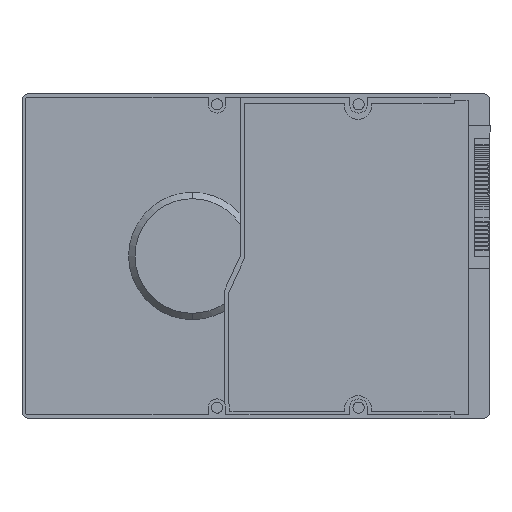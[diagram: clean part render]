
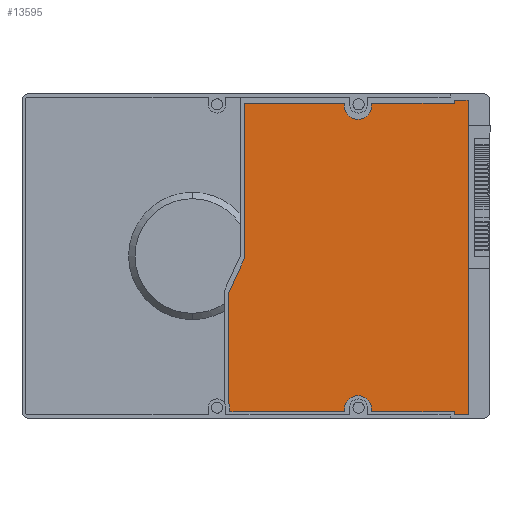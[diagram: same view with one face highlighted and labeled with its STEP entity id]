
A CAD part, front view. The second image highlights one B-rep face of the part: STEP entity #13595.
In plain terms, the highlighted face is planar.
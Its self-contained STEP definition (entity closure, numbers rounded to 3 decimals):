
#12984 = VERTEX_POINT('',#12985);
#12985 = CARTESIAN_POINT('',(-62.468,-49.425,1.5));
#12991 = EDGE_CURVE('',#12992,#12984,#12994,.T.);
#12992 = VERTEX_POINT('',#12993);
#12993 = CARTESIAN_POINT('',(-66.795,-49.425,1.5));
#12994 = LINE('',#12995,#12996);
#12995 = CARTESIAN_POINT('',(-66.795,-49.425,1.5));
#12996 = VECTOR('',#12997,1.);
#12997 = DIRECTION('',(1.,0.,0.));
#13022 = VERTEX_POINT('',#13023);
#13023 = CARTESIAN_POINT('',(-62.468,-48.425,1.5));
#13029 = EDGE_CURVE('',#12984,#13022,#13030,.T.);
#13030 = LINE('',#13031,#13032);
#13031 = CARTESIAN_POINT('',(-62.468,-49.425,1.5));
#13032 = VECTOR('',#13033,1.);
#13033 = DIRECTION('',(0.,1.,0.));
#13053 = VERTEX_POINT('',#13054);
#13054 = CARTESIAN_POINT('',(-36.468,-48.425,1.5));
#13060 = EDGE_CURVE('',#13022,#13053,#13061,.T.);
#13061 = LINE('',#13062,#13063);
#13062 = CARTESIAN_POINT('',(-62.468,-48.425,1.5));
#13063 = VECTOR('',#13064,1.);
#13064 = DIRECTION('',(1.,0.,0.));
#13084 = VERTEX_POINT('',#13085);
#13085 = CARTESIAN_POINT('',(-36.468,-47.625,1.5));
#13091 = EDGE_CURVE('',#13053,#13084,#13092,.T.);
#13092 = LINE('',#13093,#13094);
#13093 = CARTESIAN_POINT('',(-36.468,-48.425,1.5));
#13094 = VECTOR('',#13095,1.);
#13095 = DIRECTION('',(0.,1.,0.));
#13107 = EDGE_CURVE('',#13084,#13108,#13110,.T.);
#13108 = VERTEX_POINT('',#13109);
#13109 = CARTESIAN_POINT('',(-27.962,-47.625,1.5));
#13110 = CIRCLE('',#13111,4.253);
#13111 = AXIS2_PLACEMENT_3D('',#13112,#13113,#13114);
#13112 = CARTESIAN_POINT('',(-32.215,-47.625,1.5));
#13113 = DIRECTION('',(-0.,0.,-1.));
#13114 = DIRECTION('',(-1.,0.,0.));
#13148 = VERTEX_POINT('',#13149);
#13149 = CARTESIAN_POINT('',(-27.962,-48.425,1.5));
#13155 = EDGE_CURVE('',#13108,#13148,#13156,.T.);
#13156 = LINE('',#13157,#13158);
#13157 = CARTESIAN_POINT('',(-27.962,-48.425,1.5));
#13158 = VECTOR('',#13159,1.);
#13159 = DIRECTION('',(-0.,-1.,-0.));
#13179 = VERTEX_POINT('',#13180);
#13180 = CARTESIAN_POINT('',(3.5,-48.425,1.5));
#13186 = EDGE_CURVE('',#13148,#13179,#13187,.T.);
#13187 = LINE('',#13188,#13189);
#13188 = CARTESIAN_POINT('',(3.5,-48.425,1.5));
#13189 = VECTOR('',#13190,1.);
#13190 = DIRECTION('',(1.,-0.,-0.));
#13210 = VERTEX_POINT('',#13211);
#13211 = CARTESIAN_POINT('',(3.5,0.401,1.5));
#13217 = EDGE_CURVE('',#13179,#13210,#13218,.T.);
#13218 = LINE('',#13219,#13220);
#13219 = CARTESIAN_POINT('',(3.5,0.401,1.5));
#13220 = VECTOR('',#13221,1.);
#13221 = DIRECTION('',(0.,1.,-0.));
#13241 = VERTEX_POINT('',#13242);
#13242 = CARTESIAN_POINT('',(8.5,11.345,1.5));
#13248 = EDGE_CURVE('',#13210,#13241,#13249,.T.);
#13249 = LINE('',#13250,#13251);
#13250 = CARTESIAN_POINT('',(8.5,11.345,1.5));
#13251 = VECTOR('',#13252,1.);
#13252 = DIRECTION('',(0.416,0.91,-0.));
#13272 = VERTEX_POINT('',#13273);
#13273 = CARTESIAN_POINT('',(8.5,45.592,1.5));
#13279 = EDGE_CURVE('',#13241,#13272,#13280,.T.);
#13280 = LINE('',#13281,#13282);
#13281 = CARTESIAN_POINT('',(8.5,45.592,1.5));
#13282 = VECTOR('',#13283,1.);
#13283 = DIRECTION('',(0.,1.,-0.));
#13295 = EDGE_CURVE('',#13272,#13296,#13298,.T.);
#13296 = VERTEX_POINT('',#13297);
#13297 = CARTESIAN_POINT('',(7.982,47.625,1.5));
#13298 = CIRCLE('',#13299,4.253);
#13299 = AXIS2_PLACEMENT_3D('',#13300,#13301,#13302);
#13300 = CARTESIAN_POINT('',(12.235,47.625,1.5));
#13301 = DIRECTION('',(0.,0.,-1.));
#13302 = DIRECTION('',(1.,0.,0.));
#13336 = VERTEX_POINT('',#13337);
#13337 = CARTESIAN_POINT('',(7.982,48.425,1.5));
#13343 = EDGE_CURVE('',#13296,#13336,#13344,.T.);
#13344 = LINE('',#13345,#13346);
#13345 = CARTESIAN_POINT('',(7.982,48.425,1.5));
#13346 = VECTOR('',#13347,1.);
#13347 = DIRECTION('',(0.,1.,-0.));
#13367 = VERTEX_POINT('',#13368);
#13368 = CARTESIAN_POINT('',(-27.962,48.425,1.5));
#13374 = EDGE_CURVE('',#13336,#13367,#13375,.T.);
#13375 = LINE('',#13376,#13377);
#13376 = CARTESIAN_POINT('',(7.982,48.425,1.5));
#13377 = VECTOR('',#13378,1.);
#13378 = DIRECTION('',(-1.,0.,0.));
#13398 = VERTEX_POINT('',#13399);
#13399 = CARTESIAN_POINT('',(-27.962,47.625,1.5));
#13405 = EDGE_CURVE('',#13367,#13398,#13406,.T.);
#13406 = LINE('',#13407,#13408);
#13407 = CARTESIAN_POINT('',(-27.962,47.625,1.5));
#13408 = VECTOR('',#13409,1.);
#13409 = DIRECTION('',(-0.,-1.,-0.));
#13421 = EDGE_CURVE('',#13398,#13422,#13424,.T.);
#13422 = VERTEX_POINT('',#13423);
#13423 = CARTESIAN_POINT('',(-36.468,47.625,1.5));
#13424 = CIRCLE('',#13425,4.253);
#13425 = AXIS2_PLACEMENT_3D('',#13426,#13427,#13428);
#13426 = CARTESIAN_POINT('',(-32.215,47.625,1.5));
#13427 = DIRECTION('',(0.,0.,-1.));
#13428 = DIRECTION('',(1.,0.,0.));
#13462 = VERTEX_POINT('',#13463);
#13463 = CARTESIAN_POINT('',(-36.468,48.425,1.5));
#13469 = EDGE_CURVE('',#13422,#13462,#13470,.T.);
#13470 = LINE('',#13471,#13472);
#13471 = CARTESIAN_POINT('',(-36.468,47.625,1.5));
#13472 = VECTOR('',#13473,1.);
#13473 = DIRECTION('',(0.,1.,0.));
#13493 = VERTEX_POINT('',#13494);
#13494 = CARTESIAN_POINT('',(-62.468,48.425,1.5));
#13500 = EDGE_CURVE('',#13462,#13493,#13501,.T.);
#13501 = LINE('',#13502,#13503);
#13502 = CARTESIAN_POINT('',(-62.468,48.425,1.5));
#13503 = VECTOR('',#13504,1.);
#13504 = DIRECTION('',(-1.,-0.,-0.));
#13524 = VERTEX_POINT('',#13525);
#13525 = CARTESIAN_POINT('',(-62.468,49.425,1.5));
#13531 = EDGE_CURVE('',#13493,#13524,#13532,.T.);
#13532 = LINE('',#13533,#13534);
#13533 = CARTESIAN_POINT('',(-62.468,49.425,1.5));
#13534 = VECTOR('',#13535,1.);
#13535 = DIRECTION('',(-0.,1.,-0.));
#13555 = VERTEX_POINT('',#13556);
#13556 = CARTESIAN_POINT('',(-66.981,49.425,1.5));
#13562 = EDGE_CURVE('',#13524,#13555,#13563,.T.);
#13563 = LINE('',#13564,#13565);
#13564 = CARTESIAN_POINT('',(-66.981,49.425,1.5));
#13565 = VECTOR('',#13566,1.);
#13566 = DIRECTION('',(-1.,-0.,-0.));
#13584 = EDGE_CURVE('',#13555,#12992,#13585,.T.);
#13585 = LINE('',#13586,#13587);
#13586 = CARTESIAN_POINT('',(-66.795,-49.425,1.5));
#13587 = VECTOR('',#13588,1.);
#13588 = DIRECTION('',(0.002,-1.,-0.));
#13595 = ADVANCED_FACE('',(#13596),#13618,.F.);
#13596 = FACE_BOUND('',#13597,.T.);
#13597 = EDGE_LOOP('',(#13598,#13599,#13600,#13601,#13602,#13603,#13604,
    #13605,#13606,#13607,#13608,#13609,#13610,#13611,#13612,#13613,
    #13614,#13615,#13616,#13617));
#13598 = ORIENTED_EDGE('',*,*,#12991,.T.);
#13599 = ORIENTED_EDGE('',*,*,#13029,.T.);
#13600 = ORIENTED_EDGE('',*,*,#13060,.T.);
#13601 = ORIENTED_EDGE('',*,*,#13091,.T.);
#13602 = ORIENTED_EDGE('',*,*,#13107,.T.);
#13603 = ORIENTED_EDGE('',*,*,#13155,.T.);
#13604 = ORIENTED_EDGE('',*,*,#13186,.T.);
#13605 = ORIENTED_EDGE('',*,*,#13217,.T.);
#13606 = ORIENTED_EDGE('',*,*,#13248,.T.);
#13607 = ORIENTED_EDGE('',*,*,#13279,.T.);
#13608 = ORIENTED_EDGE('',*,*,#13295,.T.);
#13609 = ORIENTED_EDGE('',*,*,#13343,.T.);
#13610 = ORIENTED_EDGE('',*,*,#13374,.T.);
#13611 = ORIENTED_EDGE('',*,*,#13405,.T.);
#13612 = ORIENTED_EDGE('',*,*,#13421,.T.);
#13613 = ORIENTED_EDGE('',*,*,#13469,.T.);
#13614 = ORIENTED_EDGE('',*,*,#13500,.T.);
#13615 = ORIENTED_EDGE('',*,*,#13531,.T.);
#13616 = ORIENTED_EDGE('',*,*,#13562,.T.);
#13617 = ORIENTED_EDGE('',*,*,#13584,.T.);
#13618 = PLANE('',#13619);
#13619 = AXIS2_PLACEMENT_3D('',#13620,#13621,#13622);
#13620 = CARTESIAN_POINT('',(-32.215,-47.625,1.5));
#13621 = DIRECTION('',(-0.,0.,-1.));
#13622 = DIRECTION('',(-1.,0.,0.));
